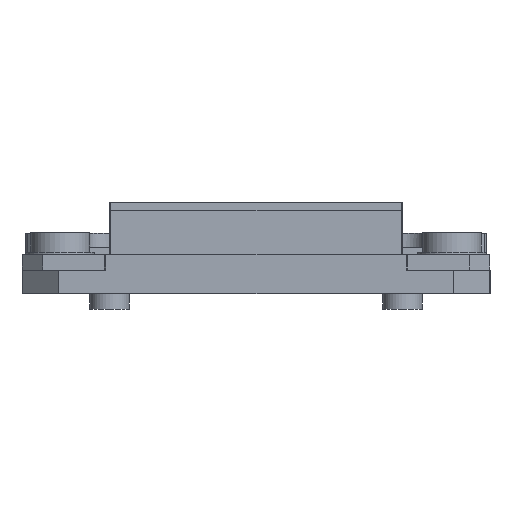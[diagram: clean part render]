
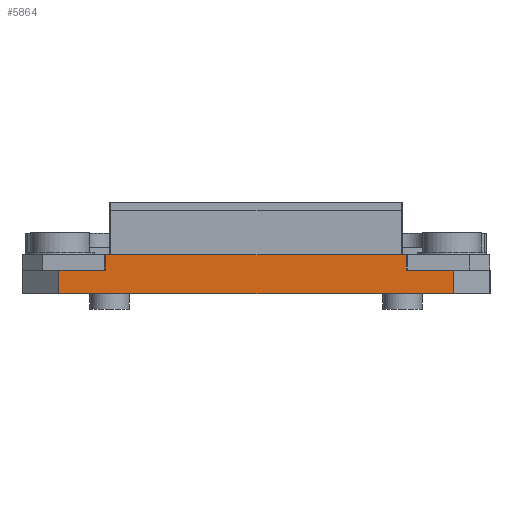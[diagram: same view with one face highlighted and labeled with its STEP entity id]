
A CAD part, front view. The second image highlights one B-rep face of the part: STEP entity #5864.
In plain terms, the highlighted planar face has unit normal (0, -1, 0).
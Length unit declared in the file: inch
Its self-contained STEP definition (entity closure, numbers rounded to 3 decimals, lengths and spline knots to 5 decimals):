
#638=LINE('',#8739,#1154);
#643=LINE('',#8749,#1159);
#648=LINE('',#8759,#1164);
#649=LINE('',#8761,#1165);
#650=LINE('',#8763,#1166);
#651=LINE('',#8765,#1167);
#652=LINE('',#8767,#1168);
#653=LINE('',#8768,#1169);
#1154=VECTOR('',#7324,0.3937);
#1159=VECTOR('',#7331,0.3937);
#1164=VECTOR('',#7340,0.3937);
#1165=VECTOR('',#7341,0.3937);
#1166=VECTOR('',#7342,0.3937);
#1167=VECTOR('',#7343,0.3937);
#1168=VECTOR('',#7344,0.3937);
#1169=VECTOR('',#7345,0.3937);
#1651=FACE_OUTER_BOUND('',#1992,.T.);
#1992=EDGE_LOOP('',(#4518,#4519,#4520,#4521,#4522,#4523,#4524,#4525));
#2629=VERTEX_POINT('',#8736);
#2630=VERTEX_POINT('',#8738);
#2634=VERTEX_POINT('',#8748);
#2637=VERTEX_POINT('',#8758);
#2638=VERTEX_POINT('',#8760);
#2639=VERTEX_POINT('',#8762);
#2640=VERTEX_POINT('',#8764);
#2641=VERTEX_POINT('',#8766);
#3314=EDGE_CURVE('',#2630,#2629,#638,.T.);
#3319=EDGE_CURVE('',#2630,#2634,#643,.T.);
#3324=EDGE_CURVE('',#2637,#2629,#648,.T.);
#3325=EDGE_CURVE('',#2637,#2638,#649,.T.);
#3326=EDGE_CURVE('',#2638,#2639,#650,.T.);
#3327=EDGE_CURVE('',#2639,#2640,#651,.T.);
#3328=EDGE_CURVE('',#2641,#2640,#652,.T.);
#3329=EDGE_CURVE('',#2634,#2641,#653,.T.);
#4518=ORIENTED_EDGE('',*,*,#3314,.T.);
#4519=ORIENTED_EDGE('',*,*,#3324,.F.);
#4520=ORIENTED_EDGE('',*,*,#3325,.T.);
#4521=ORIENTED_EDGE('',*,*,#3326,.T.);
#4522=ORIENTED_EDGE('',*,*,#3327,.T.);
#4523=ORIENTED_EDGE('',*,*,#3328,.F.);
#4524=ORIENTED_EDGE('',*,*,#3329,.F.);
#4525=ORIENTED_EDGE('',*,*,#3319,.F.);
#5603=PLANE('',#6377);
#5864=ADVANCED_FACE('',(#1651),#5603,.F.);
#6377=AXIS2_PLACEMENT_3D('',#8757,#7338,#7339);
#7324=DIRECTION('',(-1.,0.,0.));
#7331=DIRECTION('',(0.,0.,-1.));
#7338=DIRECTION('center_axis',(0.,1.,0.));
#7339=DIRECTION('ref_axis',(0.,0.,1.));
#7340=DIRECTION('',(0.,0.,-1.));
#7341=DIRECTION('',(-1.,0.,0.));
#7342=DIRECTION('',(0.,0.,-1.));
#7343=DIRECTION('',(-1.,0.,0.));
#7344=DIRECTION('',(0.,0.,1.));
#7345=DIRECTION('',(-1.,0.,0.));
#8736=CARTESIAN_POINT('',(-0.569,-0.94174,0.20059));
#8738=CARTESIAN_POINT('',(0.035,-0.94174,0.20059));
#8739=CARTESIAN_POINT('',(0.01429,-0.94174,0.20059));
#8748=CARTESIAN_POINT('',(0.035,-0.94174,-0.1));
#8749=CARTESIAN_POINT('',(0.035,-0.94174,0.011));
#8757=CARTESIAN_POINT('Origin',(-2.54049,-0.94174,-0.11224));
#8758=CARTESIAN_POINT('',(-0.569,-0.94174,0.4));
#8759=CARTESIAN_POINT('',(-0.569,-0.94174,0.00957));
#8760=CARTESIAN_POINT('',(-4.411,-0.94174,0.4));
#8761=CARTESIAN_POINT('',(-3.4185,-0.94174,0.4));
#8762=CARTESIAN_POINT('',(-4.411,-0.94174,0.20059));
#8763=CARTESIAN_POINT('',(-4.411,-0.94174,0.00957));
#8764=CARTESIAN_POINT('',(-5.015,-0.94174,0.20059));
#8765=CARTESIAN_POINT('',(0.01429,-0.94174,0.20059));
#8766=CARTESIAN_POINT('',(-5.015,-0.94174,-0.1));
#8767=CARTESIAN_POINT('',(-5.015,-0.94174,0.011));
#8768=CARTESIAN_POINT('',(-1.51525,-0.94174,-0.1));
